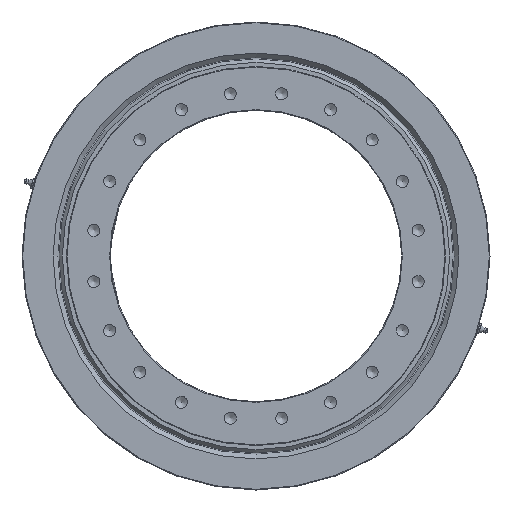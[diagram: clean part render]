
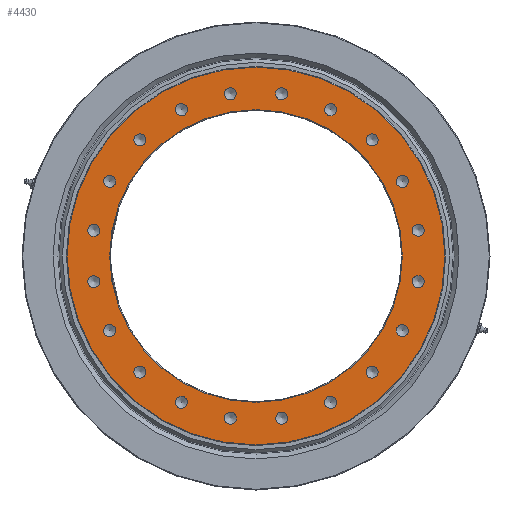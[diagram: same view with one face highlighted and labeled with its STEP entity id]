
A CAD part, front view. The second image highlights one B-rep face of the part: STEP entity #4430.
In plain terms, the highlighted planar face has unit normal (0, -1, 0).
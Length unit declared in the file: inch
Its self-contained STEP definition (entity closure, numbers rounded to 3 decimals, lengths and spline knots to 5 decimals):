
#36=FACE_BOUND('',#936,.T.);
#37=FACE_BOUND('',#937,.T.);
#38=FACE_BOUND('',#938,.T.);
#39=FACE_BOUND('',#939,.T.);
#40=FACE_BOUND('',#940,.T.);
#41=FACE_BOUND('',#941,.T.);
#42=FACE_BOUND('',#942,.T.);
#43=FACE_BOUND('',#943,.T.);
#44=FACE_BOUND('',#944,.T.);
#45=FACE_BOUND('',#945,.T.);
#46=FACE_BOUND('',#946,.T.);
#47=FACE_BOUND('',#947,.T.);
#48=FACE_BOUND('',#948,.T.);
#49=FACE_BOUND('',#949,.T.);
#50=FACE_BOUND('',#950,.T.);
#51=FACE_BOUND('',#951,.T.);
#52=FACE_BOUND('',#952,.T.);
#53=FACE_BOUND('',#953,.T.);
#54=FACE_BOUND('',#954,.T.);
#55=FACE_BOUND('',#955,.T.);
#56=FACE_BOUND('',#956,.T.);
#488=PLANE('',#4926);
#665=FACE_OUTER_BOUND('',#935,.T.);
#935=EDGE_LOOP('',(#3456));
#936=EDGE_LOOP('',(#3457));
#937=EDGE_LOOP('',(#3458));
#938=EDGE_LOOP('',(#3459));
#939=EDGE_LOOP('',(#3460));
#940=EDGE_LOOP('',(#3461));
#941=EDGE_LOOP('',(#3462));
#942=EDGE_LOOP('',(#3463));
#943=EDGE_LOOP('',(#3464));
#944=EDGE_LOOP('',(#3465));
#945=EDGE_LOOP('',(#3466));
#946=EDGE_LOOP('',(#3467));
#947=EDGE_LOOP('',(#3468));
#948=EDGE_LOOP('',(#3469));
#949=EDGE_LOOP('',(#3470));
#950=EDGE_LOOP('',(#3471));
#951=EDGE_LOOP('',(#3472));
#952=EDGE_LOOP('',(#3473));
#953=EDGE_LOOP('',(#3474));
#954=EDGE_LOOP('',(#3475));
#955=EDGE_LOOP('',(#3476));
#956=EDGE_LOOP('',(#3477));
#1272=CIRCLE('',#4925,8.27);
#1273=CIRCLE('',#4927,6.405);
#1274=CIRCLE('',#4928,0.2635);
#1275=CIRCLE('',#4929,0.2635);
#1276=CIRCLE('',#4930,0.2635);
#1277=CIRCLE('',#4931,0.2635);
#1278=CIRCLE('',#4932,0.2635);
#1279=CIRCLE('',#4933,0.2635);
#1280=CIRCLE('',#4934,0.2635);
#1281=CIRCLE('',#4935,0.2635);
#1282=CIRCLE('',#4936,0.2635);
#1283=CIRCLE('',#4937,0.2635);
#1284=CIRCLE('',#4938,0.2635);
#1285=CIRCLE('',#4939,0.2635);
#1286=CIRCLE('',#4940,0.2635);
#1287=CIRCLE('',#4941,0.2635);
#1288=CIRCLE('',#4942,0.2635);
#1289=CIRCLE('',#4943,0.2635);
#1290=CIRCLE('',#4944,0.2635);
#1291=CIRCLE('',#4945,0.2635);
#1292=CIRCLE('',#4946,0.2635);
#1293=CIRCLE('',#4947,0.2635);
#1901=VERTEX_POINT('',#13137);
#1902=VERTEX_POINT('',#13141);
#1903=VERTEX_POINT('',#13143);
#1904=VERTEX_POINT('',#13145);
#1905=VERTEX_POINT('',#13147);
#1906=VERTEX_POINT('',#13149);
#1907=VERTEX_POINT('',#13151);
#1908=VERTEX_POINT('',#13153);
#1909=VERTEX_POINT('',#13155);
#1910=VERTEX_POINT('',#13157);
#1911=VERTEX_POINT('',#13159);
#1912=VERTEX_POINT('',#13161);
#1913=VERTEX_POINT('',#13163);
#1914=VERTEX_POINT('',#13165);
#1915=VERTEX_POINT('',#13167);
#1916=VERTEX_POINT('',#13169);
#1917=VERTEX_POINT('',#13171);
#1918=VERTEX_POINT('',#13173);
#1919=VERTEX_POINT('',#13175);
#1920=VERTEX_POINT('',#13177);
#1921=VERTEX_POINT('',#13179);
#1922=VERTEX_POINT('',#13181);
#2466=EDGE_CURVE('',#1901,#1901,#1272,.T.);
#2467=EDGE_CURVE('',#1902,#1902,#1273,.T.);
#2468=EDGE_CURVE('',#1903,#1903,#1274,.T.);
#2469=EDGE_CURVE('',#1904,#1904,#1275,.T.);
#2470=EDGE_CURVE('',#1905,#1905,#1276,.T.);
#2471=EDGE_CURVE('',#1906,#1906,#1277,.T.);
#2472=EDGE_CURVE('',#1907,#1907,#1278,.T.);
#2473=EDGE_CURVE('',#1908,#1908,#1279,.T.);
#2474=EDGE_CURVE('',#1909,#1909,#1280,.T.);
#2475=EDGE_CURVE('',#1910,#1910,#1281,.T.);
#2476=EDGE_CURVE('',#1911,#1911,#1282,.T.);
#2477=EDGE_CURVE('',#1912,#1912,#1283,.T.);
#2478=EDGE_CURVE('',#1913,#1913,#1284,.T.);
#2479=EDGE_CURVE('',#1914,#1914,#1285,.T.);
#2480=EDGE_CURVE('',#1915,#1915,#1286,.T.);
#2481=EDGE_CURVE('',#1916,#1916,#1287,.T.);
#2482=EDGE_CURVE('',#1917,#1917,#1288,.T.);
#2483=EDGE_CURVE('',#1918,#1918,#1289,.T.);
#2484=EDGE_CURVE('',#1919,#1919,#1290,.T.);
#2485=EDGE_CURVE('',#1920,#1920,#1291,.T.);
#2486=EDGE_CURVE('',#1921,#1921,#1292,.T.);
#2487=EDGE_CURVE('',#1922,#1922,#1293,.T.);
#3456=ORIENTED_EDGE('',*,*,#2466,.F.);
#3457=ORIENTED_EDGE('',*,*,#2467,.F.);
#3458=ORIENTED_EDGE('',*,*,#2468,.T.);
#3459=ORIENTED_EDGE('',*,*,#2469,.T.);
#3460=ORIENTED_EDGE('',*,*,#2470,.T.);
#3461=ORIENTED_EDGE('',*,*,#2471,.T.);
#3462=ORIENTED_EDGE('',*,*,#2472,.T.);
#3463=ORIENTED_EDGE('',*,*,#2473,.T.);
#3464=ORIENTED_EDGE('',*,*,#2474,.T.);
#3465=ORIENTED_EDGE('',*,*,#2475,.T.);
#3466=ORIENTED_EDGE('',*,*,#2476,.T.);
#3467=ORIENTED_EDGE('',*,*,#2477,.T.);
#3468=ORIENTED_EDGE('',*,*,#2478,.T.);
#3469=ORIENTED_EDGE('',*,*,#2479,.T.);
#3470=ORIENTED_EDGE('',*,*,#2480,.T.);
#3471=ORIENTED_EDGE('',*,*,#2481,.T.);
#3472=ORIENTED_EDGE('',*,*,#2482,.T.);
#3473=ORIENTED_EDGE('',*,*,#2483,.T.);
#3474=ORIENTED_EDGE('',*,*,#2484,.T.);
#3475=ORIENTED_EDGE('',*,*,#2485,.T.);
#3476=ORIENTED_EDGE('',*,*,#2486,.T.);
#3477=ORIENTED_EDGE('',*,*,#2487,.T.);
#4430=ADVANCED_FACE('',(#665,#36,#37,#38,#39,#40,#41,#42,#43,#44,#45,#46,
#47,#48,#49,#50,#51,#52,#53,#54,#55,#56),#488,.T.);
#4925=AXIS2_PLACEMENT_3D('',#13139,#5730,#5731);
#4926=AXIS2_PLACEMENT_3D('',#13140,#5732,#5733);
#4927=AXIS2_PLACEMENT_3D('',#13142,#5734,#5735);
#4928=AXIS2_PLACEMENT_3D('',#13144,#5736,#5737);
#4929=AXIS2_PLACEMENT_3D('',#13146,#5738,#5739);
#4930=AXIS2_PLACEMENT_3D('',#13148,#5740,#5741);
#4931=AXIS2_PLACEMENT_3D('',#13150,#5742,#5743);
#4932=AXIS2_PLACEMENT_3D('',#13152,#5744,#5745);
#4933=AXIS2_PLACEMENT_3D('',#13154,#5746,#5747);
#4934=AXIS2_PLACEMENT_3D('',#13156,#5748,#5749);
#4935=AXIS2_PLACEMENT_3D('',#13158,#5750,#5751);
#4936=AXIS2_PLACEMENT_3D('',#13160,#5752,#5753);
#4937=AXIS2_PLACEMENT_3D('',#13162,#5754,#5755);
#4938=AXIS2_PLACEMENT_3D('',#13164,#5756,#5757);
#4939=AXIS2_PLACEMENT_3D('',#13166,#5758,#5759);
#4940=AXIS2_PLACEMENT_3D('',#13168,#5760,#5761);
#4941=AXIS2_PLACEMENT_3D('',#13170,#5762,#5763);
#4942=AXIS2_PLACEMENT_3D('',#13172,#5764,#5765);
#4943=AXIS2_PLACEMENT_3D('',#13174,#5766,#5767);
#4944=AXIS2_PLACEMENT_3D('',#13176,#5768,#5769);
#4945=AXIS2_PLACEMENT_3D('',#13178,#5770,#5771);
#4946=AXIS2_PLACEMENT_3D('',#13180,#5772,#5773);
#4947=AXIS2_PLACEMENT_3D('',#13182,#5774,#5775);
#5730=DIRECTION('center_axis',(0.,1.,0.));
#5731=DIRECTION('ref_axis',(1.,0.,0.));
#5732=DIRECTION('center_axis',(0.,-1.,0.));
#5733=DIRECTION('ref_axis',(0.,0.,-1.));
#5734=DIRECTION('center_axis',(0.,-1.,0.));
#5735=DIRECTION('ref_axis',(1.,0.,0.));
#5736=DIRECTION('center_axis',(0.,1.,0.));
#5737=DIRECTION('ref_axis',(0.951,0.,0.309));
#5738=DIRECTION('center_axis',(0.,1.,0.));
#5739=DIRECTION('ref_axis',(0.809,0.,0.588));
#5740=DIRECTION('center_axis',(0.,1.,0.));
#5741=DIRECTION('ref_axis',(0.588,0.,0.809));
#5742=DIRECTION('center_axis',(0.,1.,0.));
#5743=DIRECTION('ref_axis',(0.309,0.,0.951));
#5744=DIRECTION('center_axis',(0.,1.,0.));
#5745=DIRECTION('ref_axis',(0.,0.,1.));
#5746=DIRECTION('center_axis',(0.,1.,0.));
#5747=DIRECTION('ref_axis',(-0.309,0.,0.951));
#5748=DIRECTION('center_axis',(0.,1.,0.));
#5749=DIRECTION('ref_axis',(-0.588,0.,0.809));
#5750=DIRECTION('center_axis',(0.,1.,0.));
#5751=DIRECTION('ref_axis',(-0.809,0.,0.588));
#5752=DIRECTION('center_axis',(0.,1.,0.));
#5753=DIRECTION('ref_axis',(-0.951,0.,0.309));
#5754=DIRECTION('center_axis',(0.,1.,0.));
#5755=DIRECTION('ref_axis',(-1.,0.,0.));
#5756=DIRECTION('center_axis',(0.,1.,0.));
#5757=DIRECTION('ref_axis',(-0.951,0.,-0.309));
#5758=DIRECTION('center_axis',(0.,1.,0.));
#5759=DIRECTION('ref_axis',(-0.809,0.,-0.588));
#5760=DIRECTION('center_axis',(0.,1.,0.));
#5761=DIRECTION('ref_axis',(-0.588,0.,-0.809));
#5762=DIRECTION('center_axis',(0.,1.,0.));
#5763=DIRECTION('ref_axis',(-0.309,0.,-0.951));
#5764=DIRECTION('center_axis',(0.,1.,0.));
#5765=DIRECTION('ref_axis',(0.,0.,-1.));
#5766=DIRECTION('center_axis',(0.,1.,0.));
#5767=DIRECTION('ref_axis',(0.309,0.,-0.951));
#5768=DIRECTION('center_axis',(0.,1.,0.));
#5769=DIRECTION('ref_axis',(0.588,0.,-0.809));
#5770=DIRECTION('center_axis',(0.,1.,0.));
#5771=DIRECTION('ref_axis',(0.809,0.,-0.588));
#5772=DIRECTION('center_axis',(0.,1.,0.));
#5773=DIRECTION('ref_axis',(0.951,0.,-0.309));
#5774=DIRECTION('center_axis',(0.,1.,0.));
#5775=DIRECTION('ref_axis',(1.,0.,0.));
#13137=CARTESIAN_POINT('',(-8.27,-1.031,0.));
#13139=CARTESIAN_POINT('Origin',(0.,-1.031,0.));
#13140=CARTESIAN_POINT('Origin',(-7.3375,-1.031,0.));
#13141=CARTESIAN_POINT('',(-6.405,-1.031,0.));
#13142=CARTESIAN_POINT('Origin',(0.,-1.031,0.));
#13143=CARTESIAN_POINT('',(-6.65471,-1.031,-3.34448));
#13144=CARTESIAN_POINT('Origin',(-6.40411,-1.031,-3.26306));
#13145=CARTESIAN_POINT('',(-5.29551,-1.031,-5.23721));
#13146=CARTESIAN_POINT('Origin',(-5.08233,-1.031,-5.08233));
#13147=CARTESIAN_POINT('',(-3.41794,-1.031,-6.61729));
#13148=CARTESIAN_POINT('Origin',(-3.26306,-1.031,-6.40411));
#13149=CARTESIAN_POINT('',(-1.2058,-1.031,-7.34961));
#13150=CARTESIAN_POINT('Origin',(-1.12437,-1.031,-7.09901));
#13151=CARTESIAN_POINT('',(1.12437,-1.031,-7.36251));
#13152=CARTESIAN_POINT('Origin',(1.12437,-1.031,-7.09901));
#13153=CARTESIAN_POINT('',(3.34448,-1.031,-6.65471));
#13154=CARTESIAN_POINT('Origin',(3.26306,-1.031,-6.40411));
#13155=CARTESIAN_POINT('',(5.23721,-1.031,-5.29551));
#13156=CARTESIAN_POINT('Origin',(5.08233,-1.031,-5.08233));
#13157=CARTESIAN_POINT('',(6.61729,-1.031,-3.41794));
#13158=CARTESIAN_POINT('Origin',(6.40411,-1.031,-3.26306));
#13159=CARTESIAN_POINT('',(7.34961,-1.031,-1.2058));
#13160=CARTESIAN_POINT('Origin',(7.09901,-1.031,-1.12437));
#13161=CARTESIAN_POINT('',(7.36251,-1.031,1.12437));
#13162=CARTESIAN_POINT('Origin',(7.09901,-1.031,1.12437));
#13163=CARTESIAN_POINT('',(6.65471,-1.031,3.34448));
#13164=CARTESIAN_POINT('Origin',(6.40411,-1.031,3.26306));
#13165=CARTESIAN_POINT('',(5.29551,-1.031,5.23721));
#13166=CARTESIAN_POINT('Origin',(5.08233,-1.031,5.08233));
#13167=CARTESIAN_POINT('',(3.41794,-1.031,6.61729));
#13168=CARTESIAN_POINT('Origin',(3.26306,-1.031,6.40411));
#13169=CARTESIAN_POINT('',(1.2058,-1.031,7.34961));
#13170=CARTESIAN_POINT('Origin',(1.12437,-1.031,7.09901));
#13171=CARTESIAN_POINT('',(-1.12437,-1.031,7.36251));
#13172=CARTESIAN_POINT('Origin',(-1.12437,-1.031,7.09901));
#13173=CARTESIAN_POINT('',(-3.34448,-1.031,6.65471));
#13174=CARTESIAN_POINT('Origin',(-3.26306,-1.031,6.40411));
#13175=CARTESIAN_POINT('',(-5.23721,-1.031,5.29551));
#13176=CARTESIAN_POINT('Origin',(-5.08233,-1.031,5.08233));
#13177=CARTESIAN_POINT('',(-6.61729,-1.031,3.41794));
#13178=CARTESIAN_POINT('Origin',(-6.40411,-1.031,3.26306));
#13179=CARTESIAN_POINT('',(-7.34961,-1.031,1.2058));
#13180=CARTESIAN_POINT('Origin',(-7.09901,-1.031,1.12437));
#13181=CARTESIAN_POINT('',(-7.36251,-1.031,-1.12437));
#13182=CARTESIAN_POINT('Origin',(-7.09901,-1.031,-1.12437));
